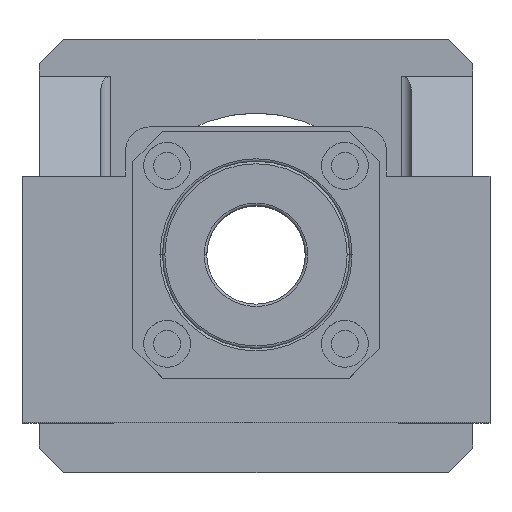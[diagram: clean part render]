
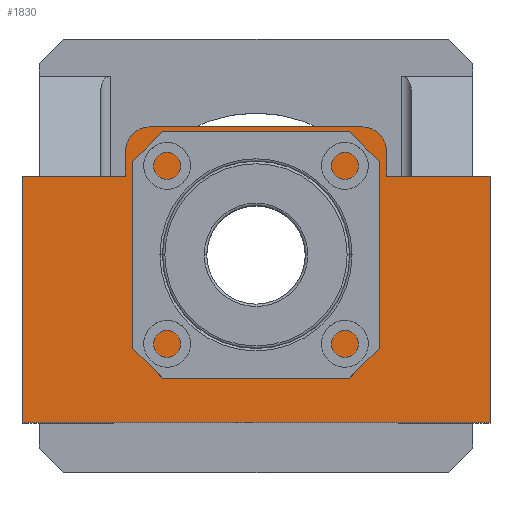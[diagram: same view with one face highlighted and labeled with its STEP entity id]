
A CAD part, top view. The second image highlights one B-rep face of the part: STEP entity #1830.
In plain terms, the highlighted planar face has unit normal (0, 0, 1).
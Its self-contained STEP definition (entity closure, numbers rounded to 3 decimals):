
#23 = EDGE_CURVE ( 'NONE', #1517, #397, #1511, .T. ) ;
#72 = CARTESIAN_POINT ( 'NONE',  ( 26.5, 21., 0. ) ) ;
#136 = VECTOR ( 'NONE', #139, 1000. ) ;
#139 = DIRECTION ( 'NONE',  ( -1., 0., 0. ) ) ;
#174 = VERTEX_POINT ( 'NONE', #2894 ) ;
#249 = EDGE_CURVE ( 'NONE', #977, #4251, #4675, .T. ) ;
#270 = ORIENTED_EDGE ( 'NONE', *, *, #4706, .T. ) ;
#299 = ORIENTED_EDGE ( 'NONE', *, *, #4152, .F. ) ;
#370 = FACE_BOUND ( 'NONE', #3072, .T. ) ;
#397 = VERTEX_POINT ( 'NONE', #3913 ) ;
#406 = ORIENTED_EDGE ( 'NONE', *, *, #4895, .T. ) ;
#414 = LINE ( 'NONE', #529, #2225 ) ;
#486 = CARTESIAN_POINT ( 'NONE',  ( -47.5, 16., 0. ) ) ;
#498 = ORIENTED_EDGE ( 'NONE', *, *, #693, .T. ) ;
#517 = LINE ( 'NONE', #3880, #136 ) ;
#529 = CARTESIAN_POINT ( 'NONE',  ( 47.5, 16., 0. ) ) ;
#541 = ORIENTED_EDGE ( 'NONE', *, *, #3325, .T. ) ;
#610 = VECTOR ( 'NONE', #2973, 1000. ) ;
#646 = CARTESIAN_POINT ( 'NONE',  ( 0., 0., 0. ) ) ;
#693 = EDGE_CURVE ( 'NONE', #2751, #1788, #4227, .T. ) ;
#733 = CARTESIAN_POINT ( 'NONE',  ( -21.5, 21., 0. ) ) ;
#767 = EDGE_CURVE ( 'NONE', #3568, #174, #1518, .T. ) ;
#786 = ORIENTED_EDGE ( 'NONE', *, *, #767, .T. ) ;
#908 = AXIS2_PLACEMENT_3D ( 'NONE', #733, #5231, #2390 ) ;
#977 = VERTEX_POINT ( 'NONE', #2034 ) ;
#1005 = CIRCLE ( 'NONE', #2911, 5. ) ;
#1011 = EDGE_CURVE ( 'NONE', #1788, #3519, #4955, .T. ) ;
#1029 = VERTEX_POINT ( 'NONE', #3738 ) ;
#1093 = CARTESIAN_POINT ( 'NONE',  ( 0., 0., 0. ) ) ;
#1109 = ORIENTED_EDGE ( 'NONE', *, *, #23, .T. ) ;
#1174 = CIRCLE ( 'NONE', #908, 5. ) ;
#1316 = CARTESIAN_POINT ( 'NONE',  ( 21., 0., 0. ) ) ;
#1329 = AXIS2_PLACEMENT_3D ( 'NONE', #646, #2766, #2740 ) ;
#1412 = ORIENTED_EDGE ( 'NONE', *, *, #1780, .F. ) ;
#1511 = LINE ( 'NONE', #2348, #4531 ) ;
#1517 = VERTEX_POINT ( 'NONE', #4406 ) ;
#1518 = LINE ( 'NONE', #3117, #3317 ) ;
#1522 = CARTESIAN_POINT ( 'NONE',  ( 21.5, 21., 0. ) ) ;
#1531 = ORIENTED_EDGE ( 'NONE', *, *, #249, .T. ) ;
#1575 = VECTOR ( 'NONE', #4549, 1000. ) ;
#1716 = CARTESIAN_POINT ( 'NONE',  ( 47.5, -34., 0. ) ) ;
#1717 = ORIENTED_EDGE ( 'NONE', *, *, #1011, .T. ) ;
#1721 = CARTESIAN_POINT ( 'NONE',  ( 47.5, 16., 0. ) ) ;
#1780 = EDGE_CURVE ( 'NONE', #1029, #3989, #2972, .T. ) ;
#1788 = VERTEX_POINT ( 'NONE', #2684 ) ;
#1830 = ADVANCED_FACE ( 'NONE', ( #370, #5328 ), #5385, .T. ) ;
#1955 = DIRECTION ( 'NONE',  ( 1., 0., 0. ) ) ;
#2034 = CARTESIAN_POINT ( 'NONE',  ( -47.5, -34., 0. ) ) ;
#2055 = VERTEX_POINT ( 'NONE', #2246 ) ;
#2182 = CARTESIAN_POINT ( 'NONE',  ( -47.5, 16., 0. ) ) ;
#2225 = VECTOR ( 'NONE', #3390, 1000. ) ;
#2246 = CARTESIAN_POINT ( 'NONE',  ( -47.5, 16., 0. ) ) ;
#2285 = LINE ( 'NONE', #2182, #2730 ) ;
#2348 = CARTESIAN_POINT ( 'NONE',  ( -26.5, 26., 0. ) ) ;
#2390 = DIRECTION ( 'NONE',  ( 1., 0., 0. ) ) ;
#2471 = CARTESIAN_POINT ( 'NONE',  ( 26.5, -34., 0. ) ) ;
#2591 = DIRECTION ( 'NONE',  ( 0., -1., 0. ) ) ;
#2633 = EDGE_LOOP ( 'NONE', ( #1717, #270, #786, #3620, #1109, #541, #5204, #1531, #406, #498 ) ) ;
#2683 = DIRECTION ( 'NONE',  ( -1., 0., 0. ) ) ;
#2684 = CARTESIAN_POINT ( 'NONE',  ( 26.5, 16., 0. ) ) ;
#2730 = VECTOR ( 'NONE', #2591, 1000. ) ;
#2740 = DIRECTION ( 'NONE',  ( 1., 0., 0. ) ) ;
#2751 = VERTEX_POINT ( 'NONE', #1721 ) ;
#2766 = DIRECTION ( 'NONE',  ( 0., 0., 1. ) ) ;
#2822 = CARTESIAN_POINT ( 'NONE',  ( 0., 0., 0. ) ) ;
#2881 = EDGE_CURVE ( 'NONE', #2055, #977, #2285, .T. ) ;
#2894 = CARTESIAN_POINT ( 'NONE',  ( -21.5, 26., 0. ) ) ;
#2911 = AXIS2_PLACEMENT_3D ( 'NONE', #1522, #4440, #1955 ) ;
#2972 = CIRCLE ( 'NONE', #1329, 21. ) ;
#2973 = DIRECTION ( 'NONE',  ( 1., 0., 0. ) ) ;
#2979 = EDGE_CURVE ( 'NONE', #174, #1517, #1174, .T. ) ;
#3072 = EDGE_LOOP ( 'NONE', ( #299, #1412 ) ) ;
#3117 = CARTESIAN_POINT ( 'NONE',  ( -26.5, 26., 0. ) ) ;
#3153 = DIRECTION ( 'NONE',  ( 1., 0., 0. ) ) ;
#3164 = DIRECTION ( 'NONE',  ( 0., -1., 0. ) ) ;
#3317 = VECTOR ( 'NONE', #2683, 1000. ) ;
#3325 = EDGE_CURVE ( 'NONE', #397, #2055, #517, .T. ) ;
#3390 = DIRECTION ( 'NONE',  ( 0., 1., 0. ) ) ;
#3519 = VERTEX_POINT ( 'NONE', #72 ) ;
#3522 = AXIS2_PLACEMENT_3D ( 'NONE', #1093, #4882, #3153 ) ;
#3568 = VERTEX_POINT ( 'NONE', #4217 ) ;
#3620 = ORIENTED_EDGE ( 'NONE', *, *, #2979, .T. ) ;
#3624 = DIRECTION ( 'NONE',  ( 0., 0., 1. ) ) ;
#3738 = CARTESIAN_POINT ( 'NONE',  ( -21., 0., 0. ) ) ;
#3762 = AXIS2_PLACEMENT_3D ( 'NONE', #2822, #3624, #4065 ) ;
#3862 = CARTESIAN_POINT ( 'NONE',  ( -47.5, -34., 0. ) ) ;
#3880 = CARTESIAN_POINT ( 'NONE',  ( -47.5, 16., 0. ) ) ;
#3913 = CARTESIAN_POINT ( 'NONE',  ( -26.5, 16., 0. ) ) ;
#3989 = VERTEX_POINT ( 'NONE', #1316 ) ;
#4065 = DIRECTION ( 'NONE',  ( 1., 0., 0. ) ) ;
#4152 = EDGE_CURVE ( 'NONE', #3989, #1029, #5108, .T. ) ;
#4217 = CARTESIAN_POINT ( 'NONE',  ( 21.5, 26., 0. ) ) ;
#4227 = LINE ( 'NONE', #486, #4365 ) ;
#4251 = VERTEX_POINT ( 'NONE', #1716 ) ;
#4365 = VECTOR ( 'NONE', #4658, 1000. ) ;
#4406 = CARTESIAN_POINT ( 'NONE',  ( -26.5, 21., 0. ) ) ;
#4440 = DIRECTION ( 'NONE',  ( 0., 0., 1. ) ) ;
#4531 = VECTOR ( 'NONE', #3164, 1000. ) ;
#4549 = DIRECTION ( 'NONE',  ( 0., 1., 0. ) ) ;
#4658 = DIRECTION ( 'NONE',  ( -1., 0., 0. ) ) ;
#4675 = LINE ( 'NONE', #3862, #610 ) ;
#4706 = EDGE_CURVE ( 'NONE', #3519, #3568, #1005, .T. ) ;
#4882 = DIRECTION ( 'NONE',  ( 0., 0., 1. ) ) ;
#4895 = EDGE_CURVE ( 'NONE', #4251, #2751, #414, .T. ) ;
#4955 = LINE ( 'NONE', #2471, #1575 ) ;
#5108 = CIRCLE ( 'NONE', #3522, 21. ) ;
#5204 = ORIENTED_EDGE ( 'NONE', *, *, #2881, .T. ) ;
#5231 = DIRECTION ( 'NONE',  ( 0., 0., 1. ) ) ;
#5328 = FACE_OUTER_BOUND ( 'NONE', #2633, .T. ) ;
#5385 = PLANE ( 'NONE',  #3762 ) ;
